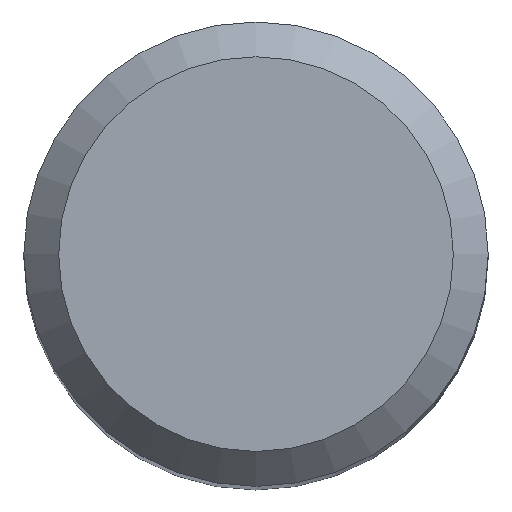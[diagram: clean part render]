
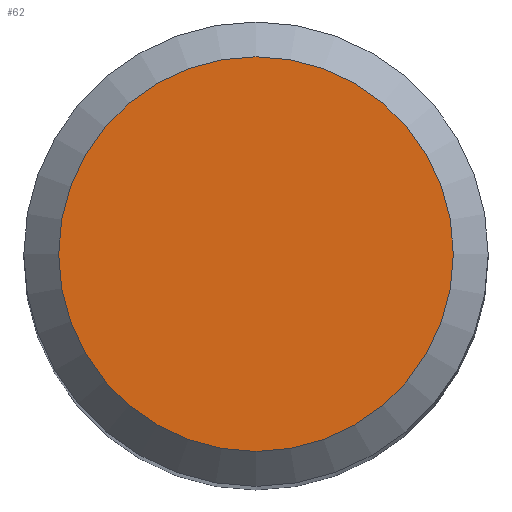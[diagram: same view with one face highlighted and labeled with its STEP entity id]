
A CAD part, top view. The second image highlights one B-rep face of the part: STEP entity #62.
In plain terms, the highlighted planar face has unit normal (0, 0, 1).
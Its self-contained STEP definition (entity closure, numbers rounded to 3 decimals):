
#62=ADVANCED_FACE('',(#78),#73,.F.);
#73=PLANE('',#169);
#78=FACE_OUTER_BOUND('',#84,.T.);
#84=EDGE_LOOP('',(#100));
#100=ORIENTED_EDGE('',*,*,#124,.T.);
#116=VERTEX_POINT('',#238);
#124=EDGE_CURVE('',#116,#116,#132,.T.);
#132=CIRCLE('',#168,3.4);
#168=AXIS2_PLACEMENT_3D('',#237,#195,#196);
#169=AXIS2_PLACEMENT_3D('',#239,#197,#198);
#195=DIRECTION('',(0.,0.,1.));
#196=DIRECTION('',(1.,0.,0.));
#197=DIRECTION('',(0.,0.,-1.));
#198=DIRECTION('',(1.,0.,0.));
#237=CARTESIAN_POINT('',(0.,0.,36.));
#238=CARTESIAN_POINT('',(3.4,0.,36.));
#239=CARTESIAN_POINT('',(0.,3.4,36.));
